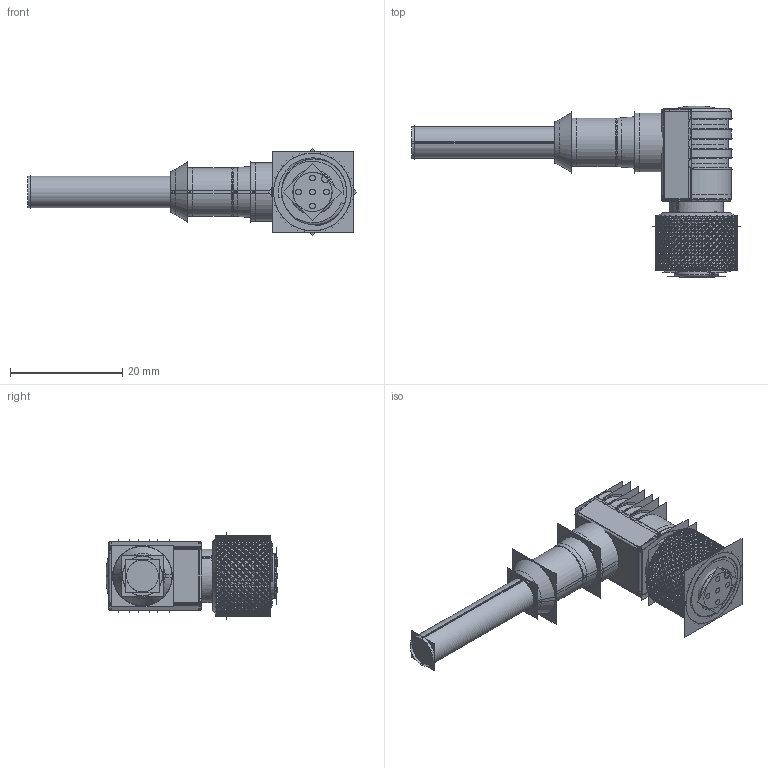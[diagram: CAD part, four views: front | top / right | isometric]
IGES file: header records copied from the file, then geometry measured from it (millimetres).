
Start section:  PTC IGES file: 221217_sm01_asm.igs
Global section: file name: 221217_sm01_asm.igs; native system: Creo Parametric by PTC Inc.; preprocessor: 2019292; author: iokafor; organization: Unknown; date: 20210126.144556; units: millimetre
Bounding box: 58.6 x 30.68 x 15.59 mm (x, y, z)
Surface area: 10959.8 mm2 (no closed solid volume)
Topology: 0 solids, 0 shells, 7696 faces, 91994 edges, 118616 vertices
Faces by surface type: bspline 5910, revolution 1786
